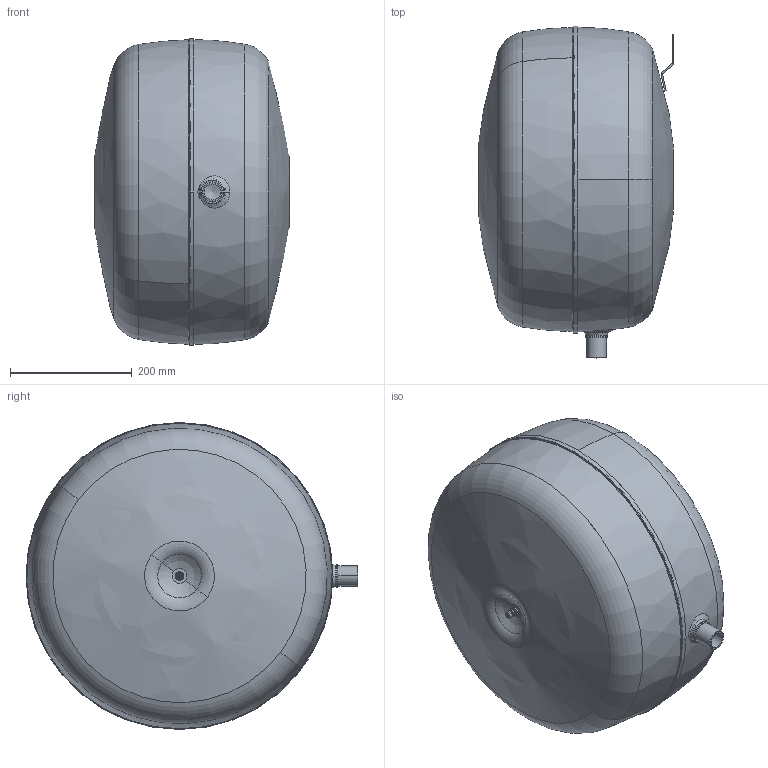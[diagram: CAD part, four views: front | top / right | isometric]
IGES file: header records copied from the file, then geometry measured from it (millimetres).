
Global section: file name: No Iges File Name specified; native system: Autodesk Inventor 2009; preprocessor: AutoDesk Inventor Iges Exporter R2009; author: CADJOBServer; date: 20100202.102243; units: millimetre
Bounding box: 321.61 x 546.07 x 505 mm (x, y, z)
Volume: 1485102.6 mm3; surface area: 1463922.2 mm2
Topology: 5 solids, 6 shells, 236 faces, 577 edges, 376 vertices
Faces by surface type: revolution 60, plane 45, cone 40, bspline 38, cylinder 25, torus 25, sphere 3
